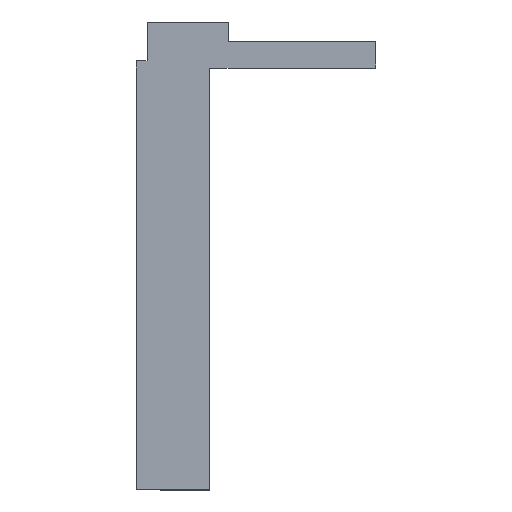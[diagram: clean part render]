
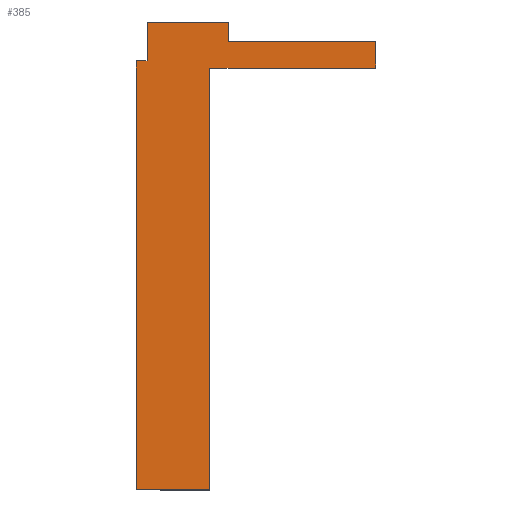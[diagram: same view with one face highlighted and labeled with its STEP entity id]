
A CAD part, top view. The second image highlights one B-rep face of the part: STEP entity #385.
In plain terms, the highlighted planar face has unit normal (0, 0, 1).
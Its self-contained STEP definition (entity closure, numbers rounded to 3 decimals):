
#3 = ORIENTED_EDGE ( 'NONE', *, *, #106, .T. ) ;
#28 = VERTEX_POINT ( 'NONE', #1119 ) ;
#49 = CARTESIAN_POINT ( 'NONE',  ( -68.167, -43.064, 13.665 ) ) ;
#57 = VECTOR ( 'NONE', #991, 1000. ) ;
#62 = CARTESIAN_POINT ( 'NONE',  ( -175.667, 176.936, 13.665 ) ) ;
#67 = ORIENTED_EDGE ( 'NONE', *, *, #1330, .T. ) ;
#73 = VERTEX_POINT ( 'NONE', #190 ) ;
#89 = VECTOR ( 'NONE', #131, 1000. ) ;
#92 = LINE ( 'NONE', #539, #183 ) ;
#104 = DIRECTION ( 'NONE',  ( 0., 1., 0. ) ) ;
#106 = EDGE_CURVE ( 'NONE', #1430, #163, #370, .T. ) ;
#107 = ORIENTED_EDGE ( 'NONE', *, *, #118, .T. ) ;
#118 = EDGE_CURVE ( 'NONE', #551, #28, #248, .T. ) ;
#131 = DIRECTION ( 'NONE',  ( 1., 0., 0. ) ) ;
#163 = VERTEX_POINT ( 'NONE', #1052 ) ;
#183 = VECTOR ( 'NONE', #104, 1000. ) ;
#189 = LINE ( 'NONE', #647, #499 ) ;
#190 = CARTESIAN_POINT ( 'NONE',  ( -137.333, 186.102, 13.665 ) ) ;
#195 = LINE ( 'NONE', #1228, #57 ) ;
#197 = ORIENTED_EDGE ( 'NONE', *, *, #1062, .T. ) ;
#248 = LINE ( 'NONE', #1305, #1283 ) ;
#285 = VECTOR ( 'NONE', #858, 1000. ) ;
#322 = ORIENTED_EDGE ( 'NONE', *, *, #548, .T. ) ;
#328 = CARTESIAN_POINT ( 'NONE',  ( -175.667, 176.936, 13.665 ) ) ;
#356 = VECTOR ( 'NONE', #943, 1000. ) ;
#370 = LINE ( 'NONE', #712, #89 ) ;
#385 = ADVANCED_FACE ( 'NONE', ( #725 ), #1068, .F. ) ;
#386 = LINE ( 'NONE', #49, #910 ) ;
#400 = LINE ( 'NONE', #62, #878 ) ;
#444 = VERTEX_POINT ( 'NONE', #620 ) ;
#461 = EDGE_CURVE ( 'NONE', #163, #586, #386, .T. ) ;
#498 = LINE ( 'NONE', #975, #285 ) ;
#499 = VECTOR ( 'NONE', #980, 1000. ) ;
#514 = LINE ( 'NONE', #973, #559 ) ;
#539 = CARTESIAN_POINT ( 'NONE',  ( -137.333, 195.269, 13.665 ) ) ;
#548 = EDGE_CURVE ( 'NONE', #73, #444, #92, .T. ) ;
#551 = VERTEX_POINT ( 'NONE', #328 ) ;
#555 = CARTESIAN_POINT ( 'NONE',  ( -68.167, 186.102, 13.665 ) ) ;
#559 = VECTOR ( 'NONE', #1467, 1000. ) ;
#586 = VERTEX_POINT ( 'NONE', #555 ) ;
#588 = ORIENTED_EDGE ( 'NONE', *, *, #1311, .F. ) ;
#620 = CARTESIAN_POINT ( 'NONE',  ( -137.333, 195.269, 13.665 ) ) ;
#647 = CARTESIAN_POINT ( 'NONE',  ( -146.083, -43.064, 13.665 ) ) ;
#679 = VERTEX_POINT ( 'NONE', #1324 ) ;
#689 = EDGE_LOOP ( 'NONE', ( #1329, #771, #3, #1095, #588, #322, #197, #67, #107, #1242 ) ) ;
#712 = CARTESIAN_POINT ( 'NONE',  ( 45.167, 173.602, 13.665 ) ) ;
#725 = FACE_OUTER_BOUND ( 'NONE', #689, .T. ) ;
#752 = CARTESIAN_POINT ( 'NONE',  ( -146.083, -24.731, 13.665 ) ) ;
#768 = EDGE_CURVE ( 'NONE', #1430, #1315, #189, .T. ) ;
#771 = ORIENTED_EDGE ( 'NONE', *, *, #768, .F. ) ;
#779 = CARTESIAN_POINT ( 'NONE',  ( -146.083, 173.602, 13.665 ) ) ;
#786 = VERTEX_POINT ( 'NONE', #1376 ) ;
#839 = CARTESIAN_POINT ( 'NONE',  ( 45.167, -43.064, 13.665 ) ) ;
#858 = DIRECTION ( 'NONE',  ( -1., 0., 0. ) ) ;
#863 = DIRECTION ( 'NONE',  ( 0., -1., 0. ) ) ;
#878 = VECTOR ( 'NONE', #863, 1000. ) ;
#910 = VECTOR ( 'NONE', #982, 1000. ) ;
#943 = DIRECTION ( 'NONE',  ( 0., -1., 0. ) ) ;
#952 = EDGE_CURVE ( 'NONE', #28, #679, #1074, .T. ) ;
#973 = CARTESIAN_POINT ( 'NONE',  ( -137.333, 186.102, 13.665 ) ) ;
#975 = CARTESIAN_POINT ( 'NONE',  ( -175.667, 195.269, 13.665 ) ) ;
#980 = DIRECTION ( 'NONE',  ( 0., -1., 0. ) ) ;
#982 = DIRECTION ( 'NONE',  ( 0., 1., 0. ) ) ;
#991 = DIRECTION ( 'NONE',  ( -1., 0., 0. ) ) ;
#994 = EDGE_CURVE ( 'NONE', #1315, #679, #195, .T. ) ;
#1052 = CARTESIAN_POINT ( 'NONE',  ( -68.167, 173.602, 13.665 ) ) ;
#1062 = EDGE_CURVE ( 'NONE', #444, #786, #498, .T. ) ;
#1068 = PLANE ( 'NONE',  #1410 ) ;
#1074 = LINE ( 'NONE', #1308, #356 ) ;
#1095 = ORIENTED_EDGE ( 'NONE', *, *, #461, .T. ) ;
#1119 = CARTESIAN_POINT ( 'NONE',  ( -180.667, 176.936, 13.665 ) ) ;
#1228 = CARTESIAN_POINT ( 'NONE',  ( 45.167, -24.731, 13.665 ) ) ;
#1242 = ORIENTED_EDGE ( 'NONE', *, *, #952, .T. ) ;
#1283 = VECTOR ( 'NONE', #1314, 1000. ) ;
#1305 = CARTESIAN_POINT ( 'NONE',  ( -180.667, 176.936, 13.665 ) ) ;
#1308 = CARTESIAN_POINT ( 'NONE',  ( -180.667, -33.064, 13.665 ) ) ;
#1311 = EDGE_CURVE ( 'NONE', #73, #586, #514, .T. ) ;
#1312 = DIRECTION ( 'NONE',  ( 0., -1., 0. ) ) ;
#1314 = DIRECTION ( 'NONE',  ( -1., 0., 0. ) ) ;
#1315 = VERTEX_POINT ( 'NONE', #752 ) ;
#1324 = CARTESIAN_POINT ( 'NONE',  ( -180.667, -24.731, 13.665 ) ) ;
#1329 = ORIENTED_EDGE ( 'NONE', *, *, #994, .F. ) ;
#1330 = EDGE_CURVE ( 'NONE', #786, #551, #400, .T. ) ;
#1376 = CARTESIAN_POINT ( 'NONE',  ( -175.667, 195.269, 13.665 ) ) ;
#1408 = DIRECTION ( 'NONE',  ( 0., 0., -1. ) ) ;
#1410 = AXIS2_PLACEMENT_3D ( 'NONE', #839, #1408, #1312 ) ;
#1430 = VERTEX_POINT ( 'NONE', #779 ) ;
#1467 = DIRECTION ( 'NONE',  ( 1., 0., 0. ) ) ;
